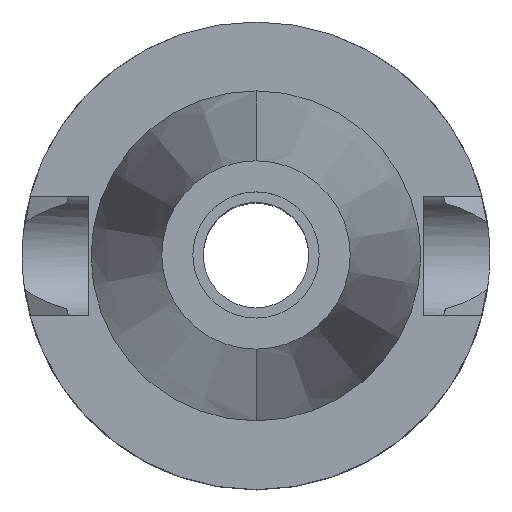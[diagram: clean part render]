
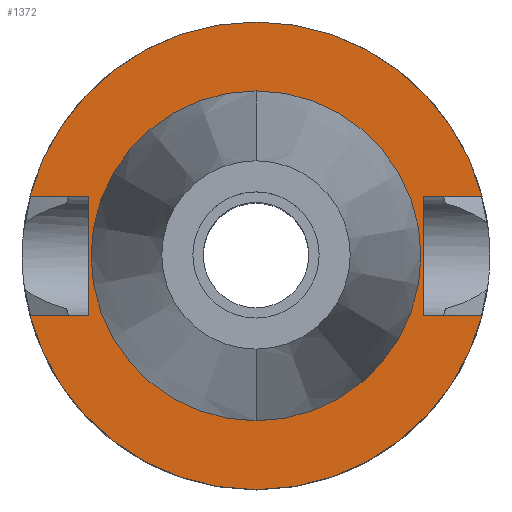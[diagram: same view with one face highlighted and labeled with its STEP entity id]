
A CAD part, top view. The second image highlights one B-rep face of the part: STEP entity #1372.
In plain terms, the highlighted planar face has unit normal (0, 0, 1).
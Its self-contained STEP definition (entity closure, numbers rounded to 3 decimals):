
#94=DIRECTION('',(0.,1.,0.));
#95=VECTOR('',#94,16.1);
#96=CARTESIAN_POINT('',(-22.5,-8.05,-1.));
#97=LINE('',#96,#95);
#101=DIRECTION('',(-1.,0.,0.));
#102=VECTOR('',#101,7.954);
#103=CARTESIAN_POINT('',(-22.5,8.05,-1.));
#104=LINE('',#103,#102);
#108=CARTESIAN_POINT('',(0.,0.,-1.));
#109=DIRECTION('',(0.,0.,-1.));
#110=DIRECTION('',(-0.967,0.256,0.));
#111=AXIS2_PLACEMENT_3D('',#108,#109,#110);
#116=CARTESIAN_POINT('',(0.,0.,-1.));
#117=DIRECTION('',(0.,0.,-1.));
#118=DIRECTION('',(0.,1.,0.));
#119=AXIS2_PLACEMENT_3D('',#116,#117,#118);
#124=DIRECTION('',(0.,-1.,0.));
#125=VECTOR('',#124,16.1);
#126=CARTESIAN_POINT('',(22.5,8.05,-1.));
#127=LINE('',#126,#125);
#131=DIRECTION('',(1.,0.,0.));
#132=VECTOR('',#131,7.954);
#133=CARTESIAN_POINT('',(22.5,-8.05,-1.));
#134=LINE('',#133,#132);
#138=CARTESIAN_POINT('',(0.,0.,-1.));
#139=DIRECTION('',(0.,0.,-1.));
#140=DIRECTION('',(0.967,-0.256,0.));
#141=AXIS2_PLACEMENT_3D('',#138,#139,#140);
#146=CARTESIAN_POINT('',(0.,0.,-1.));
#147=DIRECTION('',(0.,0.,-1.));
#148=DIRECTION('',(0.,-1.,0.));
#149=AXIS2_PLACEMENT_3D('',#146,#147,#148);
#154=CARTESIAN_POINT('',(0.,0.,-1.));
#155=DIRECTION('',(0.,0.,1.));
#156=DIRECTION('',(0.,-1.,0.));
#157=AXIS2_PLACEMENT_3D('',#154,#155,#156);
#162=CARTESIAN_POINT('',(0.,0.,-1.));
#163=DIRECTION('',(0.,0.,1.));
#164=DIRECTION('',(0.,1.,0.));
#165=AXIS2_PLACEMENT_3D('',#162,#163,#164);
#200=DIRECTION('',(-1.,0.,0.));
#201=VECTOR('',#200,7.954);
#202=CARTESIAN_POINT('',(-22.5,-8.05,-1.));
#203=LINE('',#202,#201);
#337=DIRECTION('',(1.,0.,0.));
#338=VECTOR('',#337,7.954);
#339=CARTESIAN_POINT('',(22.5,8.05,-1.));
#340=LINE('',#339,#338);
#1229=CARTESIAN_POINT('',(-22.5,-8.05,-1.));
#1230=VERTEX_POINT('',#1229);
#1231=CARTESIAN_POINT('',(-30.454,-8.05,-1.));
#1232=VERTEX_POINT('',#1231);
#1235=CARTESIAN_POINT('',(-22.5,8.05,-1.));
#1236=VERTEX_POINT('',#1235);
#1237=CARTESIAN_POINT('',(-30.454,8.05,-1.));
#1238=VERTEX_POINT('',#1237);
#1239=CARTESIAN_POINT('',(0.,31.5,-1.));
#1240=CARTESIAN_POINT('',(30.454,8.05,-1.));
#1241=VERTEX_POINT('',#1239);
#1242=VERTEX_POINT('',#1240);
#1243=CARTESIAN_POINT('',(22.5,8.05,-1.));
#1244=VERTEX_POINT('',#1243);
#1245=CARTESIAN_POINT('',(22.5,-8.05,-1.));
#1246=VERTEX_POINT('',#1245);
#1247=CARTESIAN_POINT('',(30.454,-8.05,-1.));
#1248=VERTEX_POINT('',#1247);
#1249=CARTESIAN_POINT('',(0.,-31.5,-1.));
#1250=VERTEX_POINT('',#1249);
#1251=CARTESIAN_POINT('',(0.,-22.225,-1.));
#1252=CARTESIAN_POINT('',(0.,22.225,-1.));
#1253=VERTEX_POINT('',#1251);
#1254=VERTEX_POINT('',#1252);
#1341=CARTESIAN_POINT('',(0.,0.,-1.));
#1342=DIRECTION('',(0.,0.,-1.));
#1343=DIRECTION('',(0.,-1.,0.));
#1344=AXIS2_PLACEMENT_3D('',#1341,#1342,#1343);
#1345=PLANE('',#1344);
#1347=ORIENTED_EDGE('',*,*,#1346,.T.);
#1349=ORIENTED_EDGE('',*,*,#1348,.T.);
#1351=ORIENTED_EDGE('',*,*,#1350,.T.);
#1353=ORIENTED_EDGE('',*,*,#1352,.T.);
#1355=ORIENTED_EDGE('',*,*,#1354,.F.);
#1357=ORIENTED_EDGE('',*,*,#1356,.T.);
#1359=ORIENTED_EDGE('',*,*,#1358,.T.);
#1361=ORIENTED_EDGE('',*,*,#1360,.T.);
#1363=ORIENTED_EDGE('',*,*,#1362,.T.);
#1365=ORIENTED_EDGE('',*,*,#1364,.F.);
#1366=EDGE_LOOP('',(#1347,#1349,#1351,#1353,#1355,#1357,#1359,#1361,#1363,
#1365));
#1367=FACE_OUTER_BOUND('',#1366,.F.);
#1368=ORIENTED_EDGE('',*,*,#1320,.T.);
#1369=ORIENTED_EDGE('',*,*,#1336,.T.);
#1370=EDGE_LOOP('',(#1368,#1369));
#1371=FACE_BOUND('',#1370,.F.);
#112=CIRCLE('',#111,31.5);
#120=CIRCLE('',#119,31.5);
#142=CIRCLE('',#141,31.5);
#150=CIRCLE('',#149,31.5);
#158=CIRCLE('',#157,22.225);
#166=CIRCLE('',#165,22.225);
#1320=EDGE_CURVE('',#1253,#1254,#158,.T.);
#1336=EDGE_CURVE('',#1254,#1253,#166,.T.);
#1346=EDGE_CURVE('',#1230,#1236,#97,.T.);
#1348=EDGE_CURVE('',#1236,#1238,#104,.T.);
#1350=EDGE_CURVE('',#1238,#1241,#112,.T.);
#1352=EDGE_CURVE('',#1241,#1242,#120,.T.);
#1354=EDGE_CURVE('',#1244,#1242,#340,.T.);
#1356=EDGE_CURVE('',#1244,#1246,#127,.T.);
#1358=EDGE_CURVE('',#1246,#1248,#134,.T.);
#1360=EDGE_CURVE('',#1248,#1250,#142,.T.);
#1362=EDGE_CURVE('',#1250,#1232,#150,.T.);
#1364=EDGE_CURVE('',#1230,#1232,#203,.T.);
#1372=ADVANCED_FACE('',(#1367,#1371),#1345,.F.);
